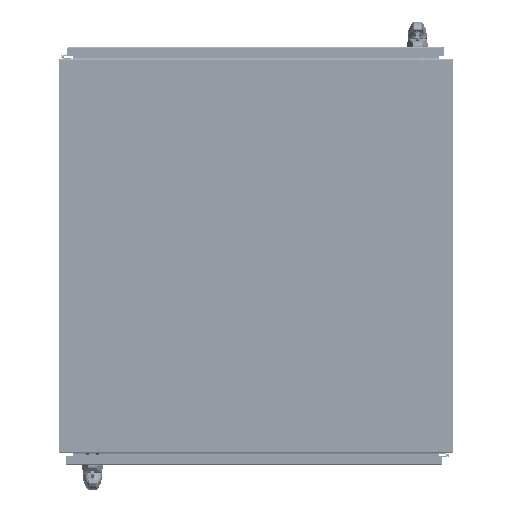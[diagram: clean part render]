
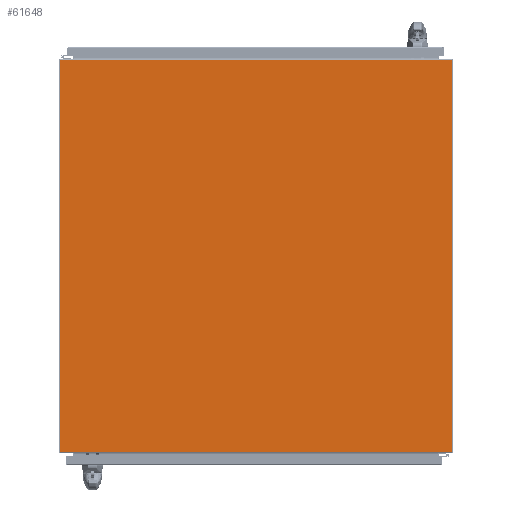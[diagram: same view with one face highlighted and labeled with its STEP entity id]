
A CAD part, front view. The second image highlights one B-rep face of the part: STEP entity #61648.
In plain terms, the highlighted face is planar.
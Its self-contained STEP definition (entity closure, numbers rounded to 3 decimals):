
#8855=PLANE($,#64373);
#9981=FACE_OUTER_BOUND($,#12583,.T.);
#12583=EDGE_LOOP($,(#46837,#46838,#46839,#46840));
#18802=LINE($,#86919,#23611);
#18808=LINE($,#86939,#23617);
#18814=LINE($,#86956,#23623);
#18816=LINE($,#86959,#23625);
#23611=VECTOR($,#70480,35.938);
#23617=VECTOR($,#70506,35.938);
#23623=VECTOR($,#70530,35.875);
#23625=VECTOR($,#70534,35.875);
#28356=VERTEX_POINT($,#86916);
#28357=VERTEX_POINT($,#86918);
#28360=VERTEX_POINT($,#86936);
#28361=VERTEX_POINT($,#86938);
#37018=EDGE_CURVE($,#28357,#28356,#18802,.T.);
#37028=EDGE_CURVE($,#28361,#28360,#18808,.T.);
#37037=EDGE_CURVE($,#28357,#28360,#18814,.T.);
#37039=EDGE_CURVE($,#28361,#28356,#18816,.T.);
#46837=ORIENTED_EDGE($,*,*,#37018,.T.);
#46838=ORIENTED_EDGE($,*,*,#37039,.F.);
#46839=ORIENTED_EDGE($,*,*,#37028,.T.);
#46840=ORIENTED_EDGE($,*,*,#37037,.F.);
#61648=ADVANCED_FACE($,(#9981),#8855,.T.);
#64373=AXIS2_PLACEMENT_3D($,#86958,#70532,#70533);
#70480=DIRECTION($,(-1.,0.,0.));
#70506=DIRECTION($,(1.,0.,0.));
#70530=DIRECTION($,(0.,-1.,0.));
#70532=DIRECTION('center_axis',(0.,0.,1.));
#70533=DIRECTION('ref_axis',(1.,0.,0.));
#70534=DIRECTION($,(0.,1.,0.));
#86916=CARTESIAN_POINT('',(-17.969,17.938,0.094));
#86918=CARTESIAN_POINT('',(17.969,17.938,0.094));
#86919=CARTESIAN_POINT($,(8.984,17.938,0.094));
#86936=CARTESIAN_POINT('',(17.969,-17.938,0.094));
#86938=CARTESIAN_POINT('',(-17.969,-17.938,0.094));
#86939=CARTESIAN_POINT($,(-8.984,-17.938,0.094));
#86956=CARTESIAN_POINT($,(17.969,18.063,0.094));
#86958=CARTESIAN_POINT('Origin',(0.,0.,
0.094));
#86959=CARTESIAN_POINT($,(-17.969,-18.063,0.094));
